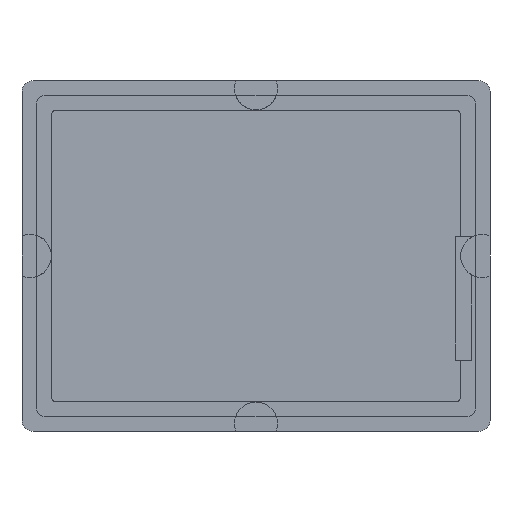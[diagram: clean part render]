
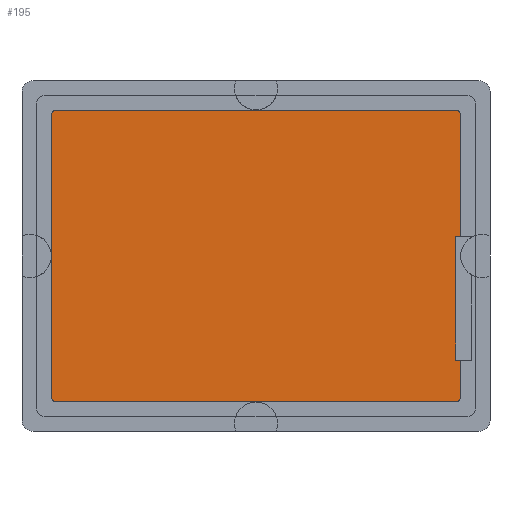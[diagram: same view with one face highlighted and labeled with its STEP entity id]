
A CAD part, front view. The second image highlights one B-rep face of the part: STEP entity #195.
In plain terms, the highlighted planar face has unit normal (0, -1, 0).
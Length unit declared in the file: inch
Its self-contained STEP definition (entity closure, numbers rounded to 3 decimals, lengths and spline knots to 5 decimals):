
#7 = CARTESIAN_POINT ( 'NONE',  ( 0.872, 0., -0.444 ) ) ;
#10 = CARTESIAN_POINT ( 'NONE',  ( 0.85638, 0., -0.62 ) ) ;
#16 = CARTESIAN_POINT ( 'NONE',  ( -0.85638, 0., -0.62 ) ) ;
#20 = CARTESIAN_POINT ( 'NONE',  ( 0.851, 0., -0.444 ) ) ;
#21 = CARTESIAN_POINT ( 'NONE',  ( -0.872, 0., -0.60438 ) ) ;
#22 = CARTESIAN_POINT ( 'NONE',  ( -0.872, 0., 0.60438 ) ) ;
#26 = CARTESIAN_POINT ( 'NONE',  ( 0.85638, 0., 0.62 ) ) ;
#33 = CARTESIAN_POINT ( 'NONE',  ( -0.85638, 0., 0.62 ) ) ;
#43 = CARTESIAN_POINT ( 'NONE',  ( 0.872, 0., 0.084 ) ) ;
#44 = CARTESIAN_POINT ( 'NONE',  ( 0.872, 0., -0.60438 ) ) ;
#49 = VERTEX_POINT ( 'NONE', #181 ) ;
#51 = VERTEX_POINT ( 'NONE', #179 ) ;
#57 = VERTEX_POINT ( 'NONE', #44 ) ;
#58 = VERTEX_POINT ( 'NONE', #43 ) ;
#68 = VERTEX_POINT ( 'NONE', #33 ) ;
#75 = VERTEX_POINT ( 'NONE', #26 ) ;
#79 = VERTEX_POINT ( 'NONE', #22 ) ;
#80 = VERTEX_POINT ( 'NONE', #21 ) ;
#81 = VERTEX_POINT ( 'NONE', #20 ) ;
#85 = VERTEX_POINT ( 'NONE', #16 ) ;
#91 = VERTEX_POINT ( 'NONE', #10 ) ;
#94 = VERTEX_POINT ( 'NONE', #7 ) ;
#179 = CARTESIAN_POINT ( 'NONE',  ( 0.872, 0., 0.60438 ) ) ;
#181 = CARTESIAN_POINT ( 'NONE',  ( 0.851, 0., 0.084 ) ) ;
#195 = ADVANCED_FACE ( 'NONE', ( #1612 ), #1242, .F. ) ;
#352 = ORIENTED_EDGE ( 'NONE', *, *, #2311, .T. ) ;
#353 = ORIENTED_EDGE ( 'NONE', *, *, #2358, .T. ) ;
#354 = ORIENTED_EDGE ( 'NONE', *, *, #2370, .T. ) ;
#355 = ORIENTED_EDGE ( 'NONE', *, *, #2377, .T. ) ;
#356 = ORIENTED_EDGE ( 'NONE', *, *, #2371, .T. ) ;
#357 = ORIENTED_EDGE ( 'NONE', *, *, #2378, .T. ) ;
#358 = ORIENTED_EDGE ( 'NONE', *, *, #2383, .T. ) ;
#359 = ORIENTED_EDGE ( 'NONE', *, *, #2391, .T. ) ;
#360 = ORIENTED_EDGE ( 'NONE', *, *, #2375, .T. ) ;
#361 = ORIENTED_EDGE ( 'NONE', *, *, #2393, .F. ) ;
#362 = ORIENTED_EDGE ( 'NONE', *, *, #2395, .F. ) ;
#363 = ORIENTED_EDGE ( 'NONE', *, *, #2392, .F. ) ;
#698 = EDGE_LOOP ( 'NONE', ( #352, #353, #354, #355, #356, #357, #358, #359, #360, #361, #362, #363 ) ) ;
#904 = DIRECTION ( 'NONE',  ( 0., 0., -1. ) ) ;
#905 = CARTESIAN_POINT ( 'NONE',  ( 0.851, 0., -0.444 ) ) ;
#910 = DIRECTION ( 'NONE',  ( 1., 0., 0. ) ) ;
#911 = CARTESIAN_POINT ( 'NONE',  ( 0.921, 0., -0.444 ) ) ;
#912 = DIRECTION ( 'NONE',  ( -1., 0., 0. ) ) ;
#913 = CARTESIAN_POINT ( 'NONE',  ( -0.998, 0., 0.084 ) ) ;
#915 = DIRECTION ( 'NONE',  ( 0., 0., 1. ) ) ;
#916 = DIRECTION ( 'NONE',  ( 0., -1., 0. ) ) ;
#926 = CARTESIAN_POINT ( 'NONE',  ( 0.85638, 0., -0.60438 ) ) ;
#945 = DIRECTION ( 'NONE',  ( 1., 0., 0. ) ) ;
#946 = CARTESIAN_POINT ( 'NONE',  ( 0.935, 0., -0.62 ) ) ;
#959 = DIRECTION ( 'NONE',  ( 0., 0., 1. ) ) ;
#961 = DIRECTION ( 'NONE',  ( 0., -1., 0. ) ) ;
#963 = DIRECTION ( 'NONE',  ( 0., 0., 1. ) ) ;
#964 = DIRECTION ( 'NONE',  ( 0., -1., 0. ) ) ;
#972 = DIRECTION ( 'NONE',  ( 0., 0., 1. ) ) ;
#973 = CARTESIAN_POINT ( 'NONE',  ( 0.872, 0., -0.683 ) ) ;
#977 = DIRECTION ( 'NONE',  ( 0., 0., -1. ) ) ;
#978 = CARTESIAN_POINT ( 'NONE',  ( -0.872, 0., -0.683 ) ) ;
#981 = DIRECTION ( 'NONE',  ( -1., 0., 0. ) ) ;
#982 = CARTESIAN_POINT ( 'NONE',  ( 0.935, 0., 0.62 ) ) ;
#984 = CARTESIAN_POINT ( 'NONE',  ( -0.85638, 0., 0.60438 ) ) ;
#987 = CARTESIAN_POINT ( 'NONE',  ( -0.85638, 0., -0.60438 ) ) ;
#1000 = DIRECTION ( 'NONE',  ( 0., 0., 1. ) ) ;
#1001 = DIRECTION ( 'NONE',  ( 0., -1., 0. ) ) ;
#1004 = CARTESIAN_POINT ( 'NONE',  ( 0.85638, 0., 0.60438 ) ) ;
#1068 = DIRECTION ( 'NONE',  ( 0., 0., 1. ) ) ;
#1069 = CARTESIAN_POINT ( 'NONE',  ( 0.872, 0., -0.683 ) ) ;
#1205 = DIRECTION ( 'NONE',  ( 0., 0., 1. ) ) ;
#1207 = DIRECTION ( 'NONE',  ( 0., 1., 0. ) ) ;
#1237 = CARTESIAN_POINT ( 'NONE',  ( -0.998, 0., 0.748 ) ) ;
#1242 = PLANE ( 'NONE',  #2090 ) ;
#1612 = FACE_OUTER_BOUND ( 'NONE', #698, .T. ) ;
#1770 = VECTOR ( 'NONE', #904, 39.37008 ) ;
#1771 = LINE ( 'NONE', #905, #1770 ) ;
#1774 = VECTOR ( 'NONE', #910, 39.37008 ) ;
#1775 = LINE ( 'NONE', #911, #1774 ) ;
#1776 = CIRCLE ( 'NONE', #1908, 0.01562 ) ;
#1779 = VECTOR ( 'NONE', #912, 39.37008 ) ;
#1782 = LINE ( 'NONE', #913, #1779 ) ;
#1791 = VECTOR ( 'NONE', #945, 39.37008 ) ;
#1792 = LINE ( 'NONE', #946, #1791 ) ;
#1798 = CIRCLE ( 'NONE', #1915, 0.01562 ) ;
#1800 = CIRCLE ( 'NONE', #1914, 0.01562 ) ;
#1805 = VECTOR ( 'NONE', #972, 39.37008 ) ;
#1806 = LINE ( 'NONE', #973, #1805 ) ;
#1809 = VECTOR ( 'NONE', #977, 39.37008 ) ;
#1810 = LINE ( 'NONE', #978, #1809 ) ;
#1811 = VECTOR ( 'NONE', #981, 39.37008 ) ;
#1812 = LINE ( 'NONE', #982, #1811 ) ;
#1820 = CIRCLE ( 'NONE', #1916, 0.01563 ) ;
#1863 = VECTOR ( 'NONE', #1068, 39.37008 ) ;
#1865 = LINE ( 'NONE', #1069, #1863 ) ;
#1908 = AXIS2_PLACEMENT_3D ( 'NONE', #926, #916, #915 ) ;
#1914 = AXIS2_PLACEMENT_3D ( 'NONE', #984, #964, #963 ) ;
#1915 = AXIS2_PLACEMENT_3D ( 'NONE', #987, #961, #959 ) ;
#1916 = AXIS2_PLACEMENT_3D ( 'NONE', #1004, #1001, #1000 ) ;
#2090 = AXIS2_PLACEMENT_3D ( 'NONE', #1237, #1207, #1205 ) ;
#2311 = EDGE_CURVE ( 'NONE', #58, #51, #1865, .T. ) ;
#2358 = EDGE_CURVE ( 'NONE', #51, #75, #1820, .T. ) ;
#2370 = EDGE_CURVE ( 'NONE', #75, #68, #1812, .T. ) ;
#2371 = EDGE_CURVE ( 'NONE', #79, #80, #1810, .T. ) ;
#2375 = EDGE_CURVE ( 'NONE', #57, #94, #1806, .T. ) ;
#2377 = EDGE_CURVE ( 'NONE', #68, #79, #1800, .T. ) ;
#2378 = EDGE_CURVE ( 'NONE', #80, #85, #1798, .T. ) ;
#2383 = EDGE_CURVE ( 'NONE', #85, #91, #1792, .T. ) ;
#2391 = EDGE_CURVE ( 'NONE', #91, #57, #1776, .T. ) ;
#2392 = EDGE_CURVE ( 'NONE', #58, #49, #1782, .T. ) ;
#2393 = EDGE_CURVE ( 'NONE', #81, #94, #1775, .T. ) ;
#2395 = EDGE_CURVE ( 'NONE', #49, #81, #1771, .T. ) ;
